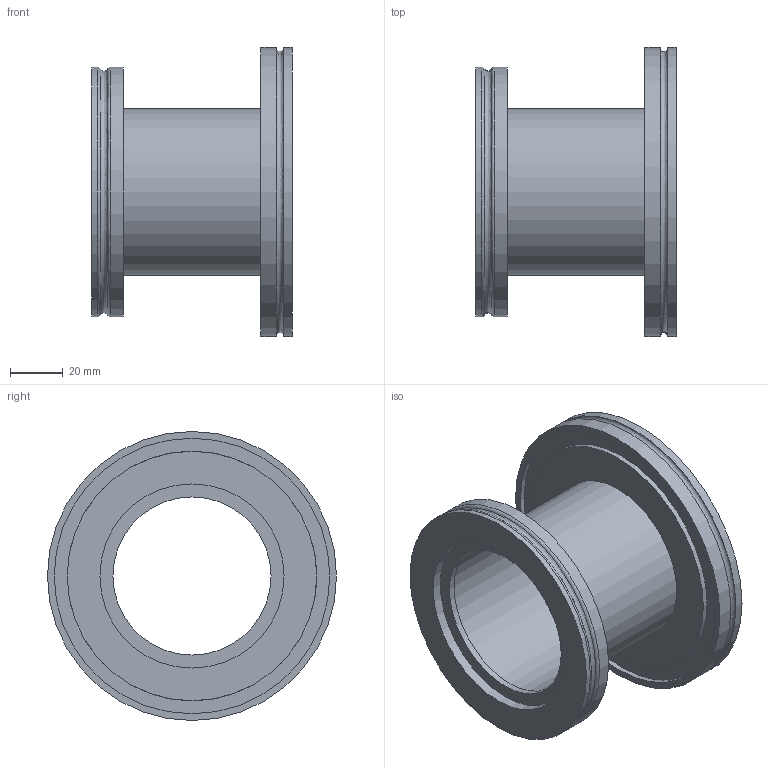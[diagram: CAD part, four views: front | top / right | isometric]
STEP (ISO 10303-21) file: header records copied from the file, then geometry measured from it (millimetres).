
FILE_DESCRIPTION (( 'STEP AP214' ), '1' );
FILE_NAME ('RD1ISOK8063 FULLVAC.STEP', '2019-11-19T15:30:07', ( '' ), ( '' ), 'SwSTEP 2.0', 'SolidWorks 2017', '' );
FILE_SCHEMA (( 'AUTOMOTIVE_DESIGN' ));
Length unit declared in the file: millimetre
Products named in the file (4): RD1ISOK8063 FULLVAC; 3^RD1ISOK8063 FULLVAC; 2^RD1ISOK8063 FULLVAC; 1^RD1ISOK8063 FULLVAC
Assembly tree (3 placements, depth 2):
  RD1ISOK8063 FULLVAC
    1^RD1ISOK8063 FULLVAC
    2^RD1ISOK8063 FULLVAC
    3^RD1ISOK8063 FULLVAC
Bounding box: 76.2 x 110 x 110 mm (x, y, z)
Volume: 123056.9 mm3; surface area: 63235.9 mm2
Topology: 3 solids, 3 shells, 38 faces, 70 edges, 46 vertices
Faces by surface type: cylinder 16, plane 14, bspline 6, cone 2
Full cylindrical faces by diameter (mm): 60.2 x3, 63.5 x2, 63.8 x1, 70.1 x1, 77.2 x1, 83 x1, 89.9 x1, 92.2 x1, 95 x2, 104.9 x1, 110 x2
Entity records: 1511 total; most frequent: CARTESIAN_POINT 315, DIRECTION 148, EDGE_LOOP 76, ORIENTED_EDGE 76, AXIS2_PLACEMENT_3D 74, FACE_OUTER_BOUND 60, UNCERTAINTY_MEASURE_WITH_UNIT 48, SURFACE_STYLE_FILL_AREA 44
